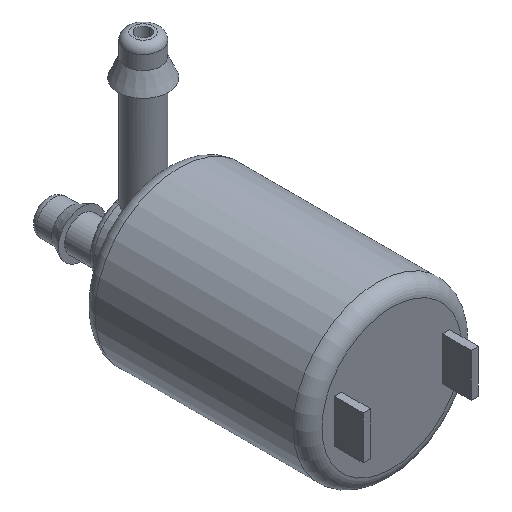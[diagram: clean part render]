
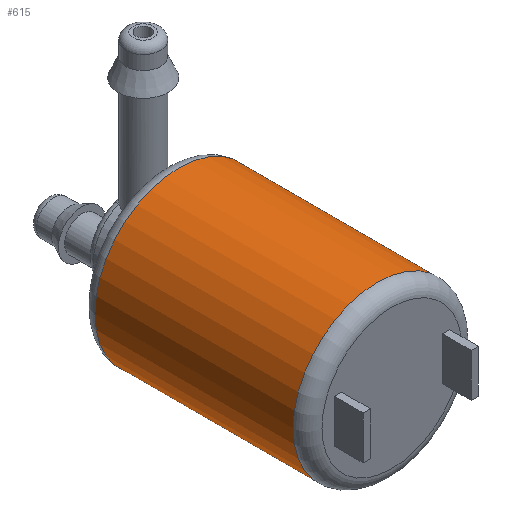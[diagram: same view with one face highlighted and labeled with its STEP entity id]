
A CAD part, isometric view. The second image highlights one B-rep face of the part: STEP entity #615.
In plain terms, the highlighted cylindrical face has radius 11.7 mm (diameter 23.4 mm), a full revolution.
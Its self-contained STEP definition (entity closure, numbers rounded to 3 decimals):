
#98=FACE_OUTER_BOUND('',#140,.T.);
#140=EDGE_LOOP('',(#518,#519,#520,#521,#522,#523));
#166=LINE('',#1263,#200);
#200=VECTOR('',#854,11.7);
#258=CIRCLE('',#697,11.7);
#262=CIRCLE('',#701,11.7);
#263=CIRCLE('',#703,11.7);
#264=CIRCLE('',#704,11.7);
#301=VERTEX_POINT('',#1250);
#302=VERTEX_POINT('',#1251);
#305=VERTEX_POINT('',#1260);
#306=VERTEX_POINT('',#1261);
#376=EDGE_CURVE('',#301,#302,#258,.T.);
#380=EDGE_CURVE('',#302,#301,#262,.T.);
#381=EDGE_CURVE('',#305,#306,#263,.T.);
#382=EDGE_CURVE('',#305,#301,#166,.T.);
#383=EDGE_CURVE('',#306,#305,#264,.T.);
#518=ORIENTED_EDGE('',*,*,#381,.F.);
#519=ORIENTED_EDGE('',*,*,#382,.T.);
#520=ORIENTED_EDGE('',*,*,#380,.F.);
#521=ORIENTED_EDGE('',*,*,#376,.F.);
#522=ORIENTED_EDGE('',*,*,#382,.F.);
#523=ORIENTED_EDGE('',*,*,#383,.F.);
#590=CYLINDRICAL_SURFACE('',#702,11.7);
#615=ADVANCED_FACE('',(#98),#590,.T.);
#697=AXIS2_PLACEMENT_3D('',#1252,#840,#841);
#701=AXIS2_PLACEMENT_3D('',#1258,#848,#849);
#702=AXIS2_PLACEMENT_3D('',#1259,#850,#851);
#703=AXIS2_PLACEMENT_3D('',#1262,#852,#853);
#704=AXIS2_PLACEMENT_3D('',#1264,#855,#856);
#840=DIRECTION('center_axis',(0.,-1.,0.));
#841=DIRECTION('ref_axis',(1.,0.,0.));
#848=DIRECTION('center_axis',(0.,-1.,0.));
#849=DIRECTION('ref_axis',(1.,0.,0.));
#850=DIRECTION('center_axis',(0.,1.,0.));
#851=DIRECTION('ref_axis',(1.,0.,0.));
#852=DIRECTION('center_axis',(0.,1.,0.));
#853=DIRECTION('ref_axis',(1.,0.,0.));
#854=DIRECTION('',(0.,-1.,0.));
#855=DIRECTION('center_axis',(0.,1.,0.));
#856=DIRECTION('ref_axis',(1.,0.,0.));
#1250=CARTESIAN_POINT('',(-11.7,2.,0.));
#1251=CARTESIAN_POINT('',(0.,2.,-11.7));
#1252=CARTESIAN_POINT('Origin',(0.,2.,0.));
#1258=CARTESIAN_POINT('Origin',(0.,2.,0.));
#1259=CARTESIAN_POINT('Origin',(0.,0.,0.));
#1260=CARTESIAN_POINT('',(-11.7,29.5,0.));
#1261=CARTESIAN_POINT('',(0.,29.5,-11.7));
#1262=CARTESIAN_POINT('Origin',(0.,29.5,0.));
#1263=CARTESIAN_POINT('',(-11.7,0.,0.));
#1264=CARTESIAN_POINT('Origin',(0.,29.5,0.));
